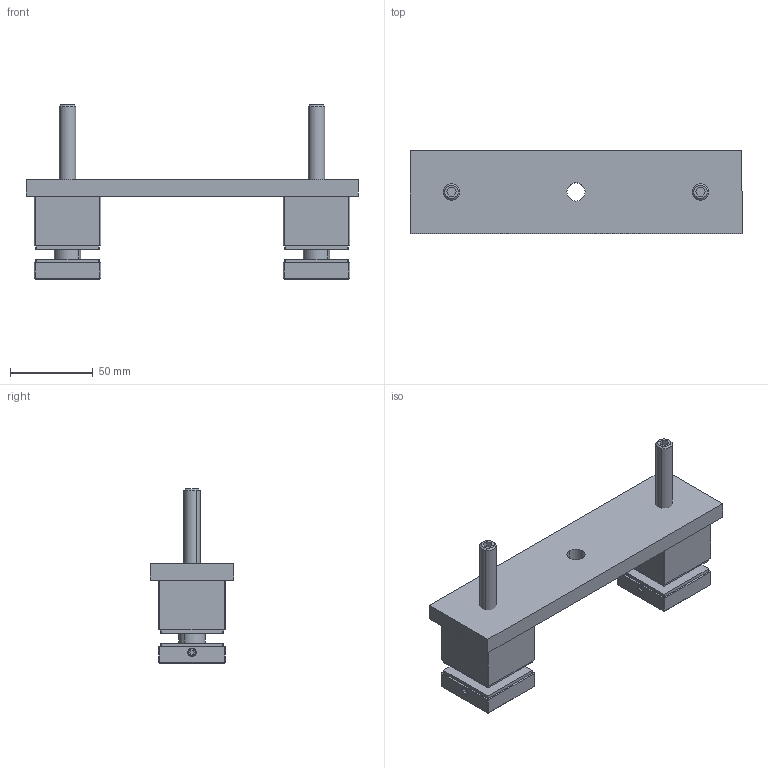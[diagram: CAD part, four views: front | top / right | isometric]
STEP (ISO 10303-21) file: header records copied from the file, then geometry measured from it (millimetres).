
FILE_DESCRIPTION (( 'STEP AP203' ), '1' );
FILE_NAME ('A_2740-000.STEP', '2020-01-14T10:24:04', ( '' ), ( '' ), 'SwSTEP 2.0', 'SolidWorks 2019', '' );
FILE_SCHEMA (( 'CONFIG_CONTROL_DESIGN' ));
Length unit declared in the file: millimetre
Products named in the file (10): A_2740-000.P3; A_2740-000.P8; A_2740-000.P6; A_2740-000.P2; A_2740-000; A_2740-000.P4; A_2740-000.P5; A_2740-000.P1_Default<Jako obrobenì>; A_2740-000.P7; A_0745-300.P7
Assembly tree (17 placements, depth 2):
  A_2740-000
    A_2740-000.P1_Default<Jako obrobenì>  x2
    A_2740-000.P2  x2
    A_2740-000.P3  x2
    A_2740-000.P4  x2
    A_2740-000.P7  x2
    A_2740-000.P5  x2
    A_2740-000.P6  x2
    A_0745-300.P7  x2
    A_2740-000.P8
Bounding box: 200 x 50 x 105 mm (x, y, z)
Volume: 196534 mm3; surface area: 84470.1 mm2
Topology: 17 solids, 17 shells, 264 faces, 616 edges, 382 vertices
Faces by surface type: plane 120, cylinder 102, cone 42
Entity records: 5323 total; most frequent: CARTESIAN_POINT 782, DIRECTION 737, ORIENTED_EDGE 630, EDGE_CURVE 315, AXIS2_PLACEMENT_3D 274, VERTEX_POINT 201, VECTOR 189, LINE 189
